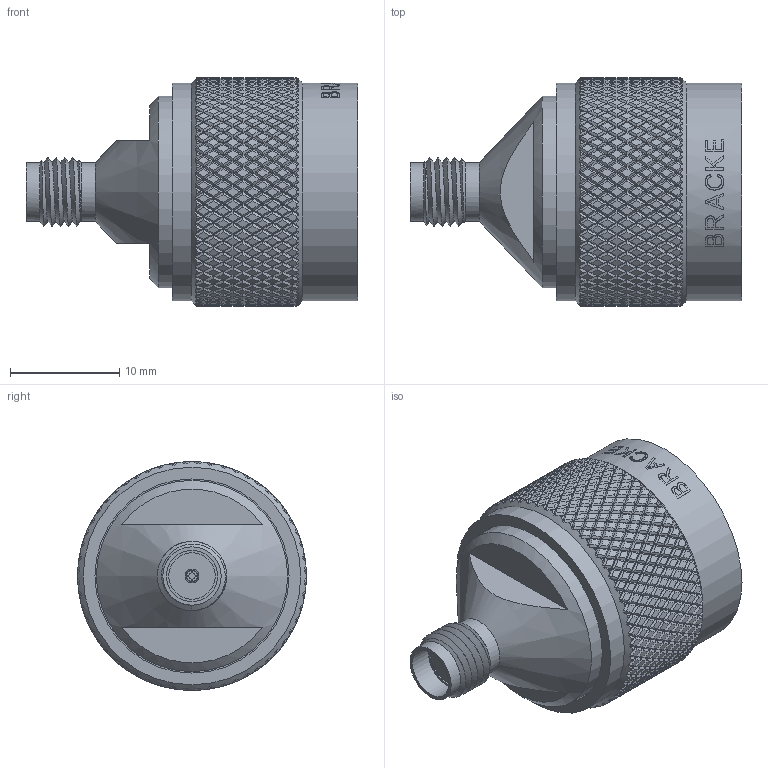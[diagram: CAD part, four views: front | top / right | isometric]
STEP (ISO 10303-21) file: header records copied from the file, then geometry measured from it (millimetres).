
FILE_DESCRIPTION(/* description */ (''),/* implementation_level */ '2;1');
FILE_NAME(/* name */ 'BM50025.step',/* time_stamp */ '2023-11-16T15:02:42-08:00',/* author */ (''),/* organization */ (''),/* preprocessor_version */ 'ST-DEVELOPER v20',/* originating_system */ 'Autodesk Translation Framework v12.14.0.127',/* authorisation */ '');
FILE_SCHEMA (('AUTOMOTIVE_DESIGN { 1 0 10303 214 3 1 1 }'));
Length unit declared in the file: inch
Products named in the file (1): (Unsaved)
Bounding box: 30.38 x 20.95 x 20.95 mm (x, y, z)
Volume: 4833.5 mm3; surface area: 4825.9 mm2
Topology: 15 solids, 15 shells, 3491 faces, 7537 edges, 4082 vertices
Faces by surface type: bspline 2466, cylinder 710, plane 291, cone 24
Full cylindrical faces by diameter (mm): 0.598 x1, 1.27 x3, 1.626 x1, 3.048 x1, 4.252 x1, 4.699 x1, 5.334 x2, 16.154 x6, 17.526 x1, 17.78 x1, 19.939 x2
Entity records: 126865 total; most frequent: CARTESIAN_POINT 56765, ORIENTED_EDGE 15072, DIRECTION 14385, EDGE_CURVE 7536, AXIS2_PLACEMENT_3D 6980, CIRCLE 5357, VERTEX_POINT 4082, EDGE_LOOP 3512
